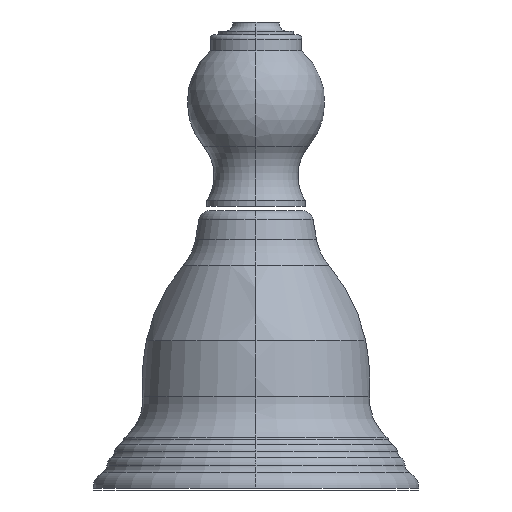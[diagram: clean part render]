
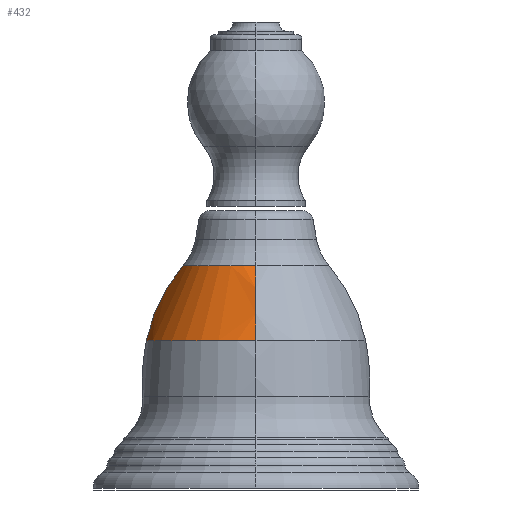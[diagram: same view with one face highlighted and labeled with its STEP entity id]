
A CAD part, left-side view. The second image highlights one B-rep face of the part: STEP entity #432.
In plain terms, the highlighted free-form (B-spline) face has degree [3, 3] with [7, 4] control points.
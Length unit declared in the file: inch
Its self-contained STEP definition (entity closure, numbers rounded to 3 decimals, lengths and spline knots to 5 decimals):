
#55=CARTESIAN_POINT('',(-12.06,0.,1.074));
#56=DIRECTION('',(0.,0.,-1.));
#57=DIRECTION('',(-1.,0.,0.));
#58=AXIS2_PLACEMENT_3D('',#55,#56,#57);
#60=CARTESIAN_POINT('',(-12.06,0.,1.61249));
#61=DIRECTION('',(0.,0.,-1.));
#62=DIRECTION('',(-1.,0.,0.));
#63=AXIS2_PLACEMENT_3D('',#60,#61,#62);
#70=CARTESIAN_POINT('',(-11.67221,0.,0.83292));
#71=DIRECTION('',(0.,1.,0.));
#72=DIRECTION('',(-0.98,0.,0.201));
#73=AXIS2_PLACEMENT_3D('',#70,#71,#72);
#75=CARTESIAN_POINT('',(-12.44779,0.,0.83292));
#76=DIRECTION('',(0.,-1.,0.));
#77=DIRECTION('',(0.98,0.,0.201));
#78=AXIS2_PLACEMENT_3D('',#75,#76,#77);
#333=CARTESIAN_POINT('',(-12.84775,0.,1.074));
#334=CARTESIAN_POINT('',(-12.5845,0.,1.61249));
#335=VERTEX_POINT('',#333);
#336=VERTEX_POINT('',#334);
#339=CARTESIAN_POINT('',(-11.27225,0.,1.074));
#340=CARTESIAN_POINT('',(-11.5355,0.,1.61249));
#341=VERTEX_POINT('',#339);
#342=VERTEX_POINT('',#340);
#393=CARTESIAN_POINT('',(-12.57556,-0.03244,
1.62167));
#394=CARTESIAN_POINT('',(-12.71493,-0.0412,
1.46155));
#395=CARTESIAN_POINT('',(-12.80806,-0.04706,
1.27067));
#396=CARTESIAN_POINT('',(-12.84856,-0.04961,
1.06212));
#397=CARTESIAN_POINT('',(-12.59552,0.28484,1.62167));
#398=CARTESIAN_POINT('',(-12.74029,0.36184,1.46155));
#399=CARTESIAN_POINT('',(-12.83702,0.41329,1.27067));
#400=CARTESIAN_POINT('',(-12.87909,0.43567,1.06212));
#401=CARTESIAN_POINT('',(-12.3779,0.51658,1.62167));
#402=CARTESIAN_POINT('',(-12.46384,0.65623,1.46155));
#403=CARTESIAN_POINT('',(-12.52127,0.74954,1.27067));
#404=CARTESIAN_POINT('',(-12.54624,0.79012,1.06212));
#405=CARTESIAN_POINT('',(-12.06,0.51658,1.62167));
#406=CARTESIAN_POINT('',(-12.06,0.65623,1.46155));
#407=CARTESIAN_POINT('',(-12.06,0.74954,1.27067));
#408=CARTESIAN_POINT('',(-12.06,0.79012,1.06212));
#409=CARTESIAN_POINT('',(-11.7421,0.51658,1.62167));
#410=CARTESIAN_POINT('',(-11.65616,0.65623,1.46155));
#411=CARTESIAN_POINT('',(-11.59873,0.74954,1.27067));
#412=CARTESIAN_POINT('',(-11.57376,0.79012,1.06212));
#413=CARTESIAN_POINT('',(-11.52448,0.28484,1.62167));
#414=CARTESIAN_POINT('',(-11.37971,0.36184,1.46155));
#415=CARTESIAN_POINT('',(-11.28298,0.41329,1.27067));
#416=CARTESIAN_POINT('',(-11.24091,0.43567,1.06212));
#417=CARTESIAN_POINT('',(-11.54444,-0.03244,
1.62167));
#418=CARTESIAN_POINT('',(-11.40507,-0.0412,
1.46155));
#419=CARTESIAN_POINT('',(-11.31194,-0.04706,
1.27067));
#420=CARTESIAN_POINT('',(-11.27144,-0.04961,
1.06212));
#421=(BOUNDED_SURFACE()B_SPLINE_SURFACE(3,3,((#393,#394,#395,#396),(#397,#398,
#399,#400),(#401,#402,#403,#404),(#405,#406,#407,#408),(#409,#410,#411,#412),(
#413,#414,#415,#416),(#417,#418,#419,#420)),.UNSPECIFIED.,.F.,.F.,.F.)B_SPLINE_SURFACE_WITH_KNOTS((4,3,4),(4,4),(0.,1.,2.),(0.,1.),.UNSPECIFIED.)GEOMETRIC_REPRESENTATION_ITEM()RATIONAL_B_SPLINE_SURFACE(((1.208,
1.18,1.18,1.208),(0.954,
0.932,0.932,0.954),(0.954,
0.932,0.932,0.954),(1.208,
1.18,1.18,1.208),(0.954,
0.932,0.932,0.954),(0.954,
0.932,0.932,0.954),(1.208,
1.18,1.18,1.208)))REPRESENTATION_ITEM('')SURFACE());
#423=ORIENTED_EDGE('',*,*,#422,.F.);
#425=ORIENTED_EDGE('',*,*,#424,.T.);
#427=ORIENTED_EDGE('',*,*,#426,.T.);
#429=ORIENTED_EDGE('',*,*,#428,.F.);
#430=EDGE_LOOP('',(#423,#425,#427,#429));
#431=FACE_OUTER_BOUND('',#430,.F.);
#432=ADVANCED_FACE('',(#431),#421,.T.);
#59=CIRCLE('',#58,0.78775);
#64=CIRCLE('',#63,0.5245);
#74=CIRCLE('',#73,1.2);
#79=CIRCLE('',#78,1.2);
#422=EDGE_CURVE('',#335,#336,#74,.T.);
#424=EDGE_CURVE('',#335,#341,#59,.T.);
#426=EDGE_CURVE('',#341,#342,#79,.T.);
#428=EDGE_CURVE('',#336,#342,#64,.T.);
